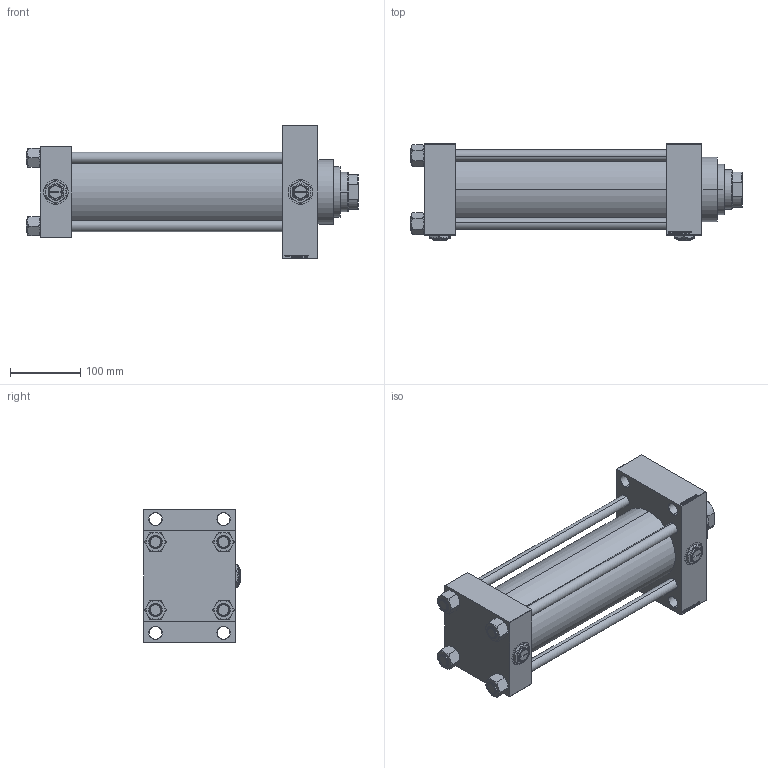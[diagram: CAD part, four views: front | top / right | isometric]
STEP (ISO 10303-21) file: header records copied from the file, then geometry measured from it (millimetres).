
FILE_DESCRIPTION (( 'STEP AP203' ), '1' );
FILE_NAME ('1194.STEP', '2025-04-15T18:43:33', ( '' ), ( '' ), 'SwSTEP 2.0', 'SolidWorks 2019', '' );
FILE_SCHEMA (( 'CONFIG_CONTROL_DESIGN' ));
Length unit declared in the file: millimetre
Products named in the file (7): V215CR_VCP_D 312c52e7b34f8c47f79886071ff4e8c3; V215CR_D_TYCINKA 312c52e7b34f8c47f79886071ff4e8c3; 1194; NUT_M5_D 312c52e7b34f8c47f79886071ff4e8c3; V215_VC_A 312c52e7b34f8c47f79886071ff4e8c3; V215CR_D_Body 312c52e7b34f8c47f79886071ff4e8c3; Zatka_pro_OIL_PORT 312c52e7b34f8c47f79886071ff4e8c3
Assembly tree (13 placements, depth 2):
  1194
    V215CR_D_Body 312c52e7b34f8c47f79886071ff4e8c3
    V215CR_VCP_D 312c52e7b34f8c47f79886071ff4e8c3
    NUT_M5_D 312c52e7b34f8c47f79886071ff4e8c3  x4
    V215CR_D_TYCINKA 312c52e7b34f8c47f79886071ff4e8c3  x4
    V215_VC_A 312c52e7b34f8c47f79886071ff4e8c3
    Zatka_pro_OIL_PORT 312c52e7b34f8c47f79886071ff4e8c3  x2
Bounding box: 473 x 137 x 190 mm (x, y, z)
Volume: 3604808.9 mm3; surface area: 602354.8 mm2
Topology: 13 solids, 13 shells, 1253 faces, 3144 edges, 2033 vertices
Faces by surface type: plane 593, bspline 368, cone 184, cylinder 100, torus 8
Entity records: 49873 total; most frequent: CARTESIAN_POINT 25899, ORIENTED_EDGE 5360, DIRECTION 3534, EDGE_CURVE 2680, VERTEX_POINT 1753, LINE 1570, VECTOR 1570, EDGE_LOOP 1193
